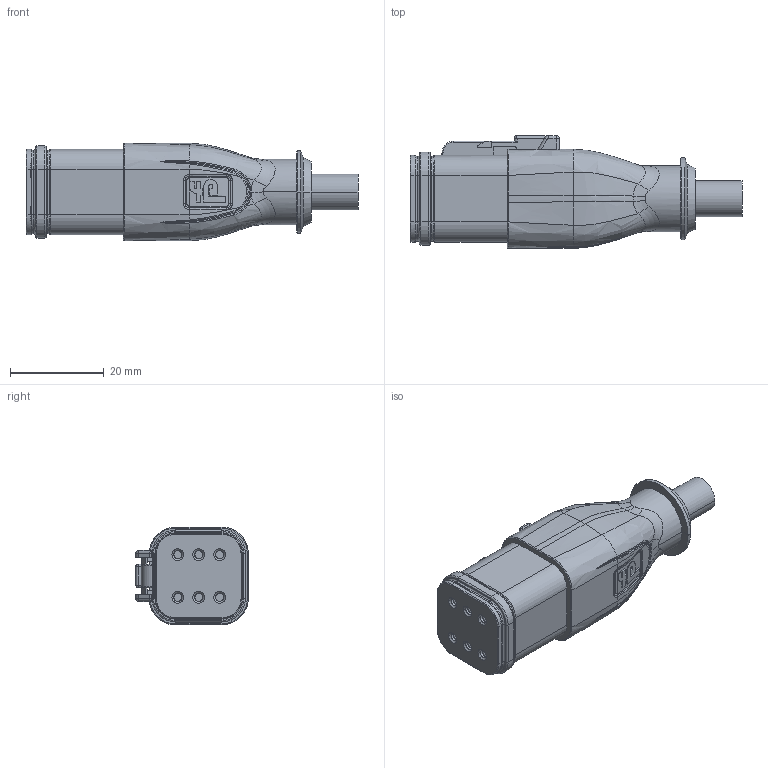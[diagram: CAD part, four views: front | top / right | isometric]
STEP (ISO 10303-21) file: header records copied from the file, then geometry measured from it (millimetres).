
FILE_DESCRIPTION((''),'2;1');
FILE_NAME('CAD-7041_SW0001','2020-08-11T08:55:44',('creinig-se'),(''),'CREO PARAMETRIC BY PTC INC, 2019292','CREO PARAMETRIC BY PTC INC, 2019292','');
FILE_SCHEMA(('CONFIG_CONTROL_DESIGN','SHAPE_APPEARANCE_LAYERS_GROUPS'));
Length unit declared in the file: millimetre
Products named in the file (1): CAD-7041_SW0001
Bounding box: 70.77 x 23.95 x 20.83 mm (x, y, z)
Volume: 19439.5 mm3; surface area: 6093.2 mm2
Topology: 1 solids, 1 shells, 498 faces, 1237 edges, 751 vertices
Faces by surface type: plane 169, cylinder 151, bspline 105, torus 52, cone 18, extrusion 3
Entity records: 26619 total; most frequent: CARTESIAN_POINT 11952, ORIENTED_EDGE 2468, DIRECTION 2058, EDGE_CURVE 1234, VERTEX_POINT 745, AXIS2_PLACEMENT_3D 729, VECTOR 600, LINE 597
